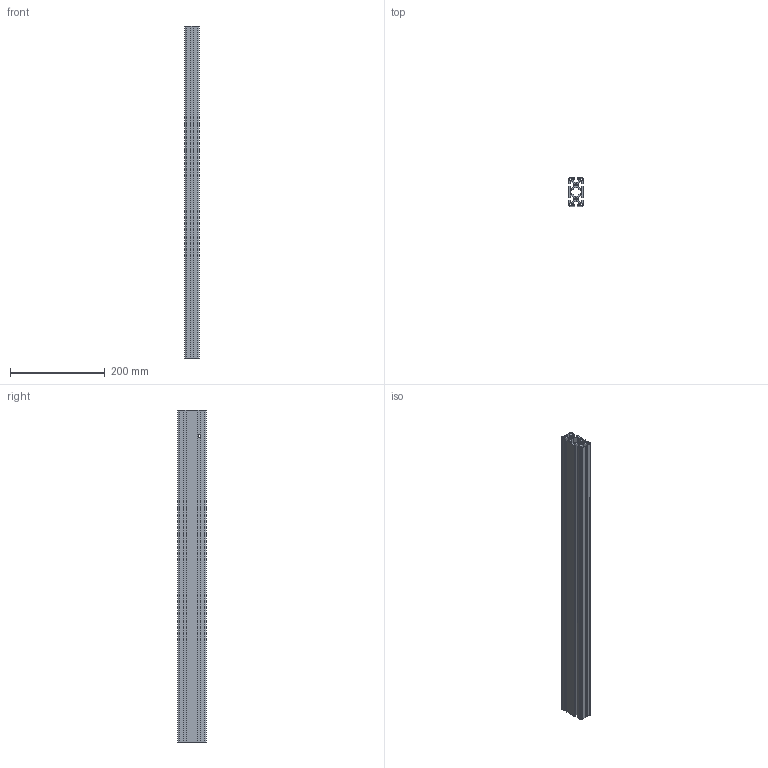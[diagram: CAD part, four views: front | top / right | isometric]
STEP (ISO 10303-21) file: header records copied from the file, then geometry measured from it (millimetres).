
FILE_DESCRIPTION (( 'STEP AP214' ), '1' );
FILE_NAME ('30x60 - 700 Top Side.step', '2019-11-11T12:23:58', ( '' ), ( '' ), 'SwSTEP 2.0', 'SolidWorks 2019', '' );
FILE_SCHEMA (( 'AUTOMOTIVE_DESIGN' ));
Length unit declared in the file: millimetre
Products named in the file (1): 30x60 - 700 Top Side
Bounding box: 30 x 60 x 700 mm (x, y, z)
Volume: 516814.4 mm3; surface area: 380970.2 mm2
Topology: 1 solids, 1 shells, 138 faces, 394 edges, 256 vertices
Faces by surface type: plane 94, cylinder 36, cone 8
Entity records: 4720 total; most frequent: CARTESIAN_POINT 913, ORIENTED_EDGE 788, DIRECTION 736, EDGE_CURVE 394, LINE 322, VECTOR 322, VERTEX_POINT 256, AXIS2_PLACEMENT_3D 207
